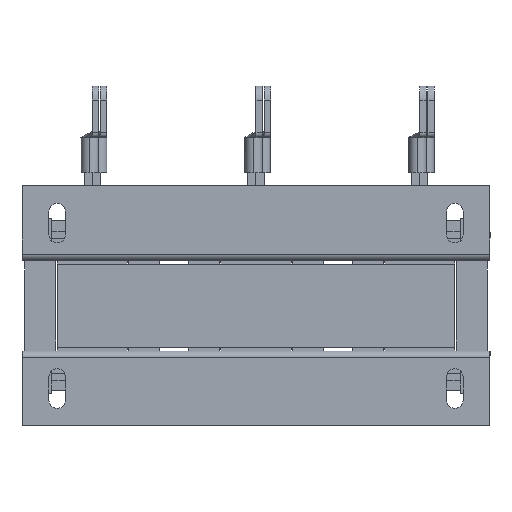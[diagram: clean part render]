
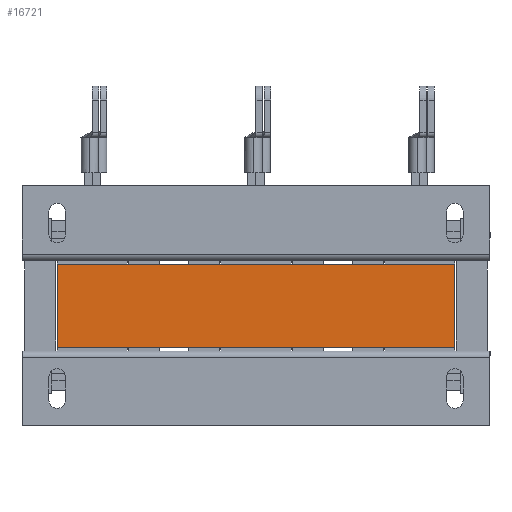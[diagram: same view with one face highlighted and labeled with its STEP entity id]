
A CAD part, front view. The second image highlights one B-rep face of the part: STEP entity #16721.
In plain terms, the highlighted planar face has unit normal (0, -1, 0).
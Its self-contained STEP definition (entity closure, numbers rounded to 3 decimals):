
#177 = ORIENTED_EDGE ( 'NONE', *, *, #5209, .T. ) ;
#683 = VECTOR ( 'NONE', #4995, 1000. ) ;
#1260 = PLANE ( 'NONE',  #5698 ) ;
#4041 = ORIENTED_EDGE ( 'NONE', *, *, #15150, .F. ) ;
#4321 = LINE ( 'NONE', #6037, #6412 ) ;
#4995 = DIRECTION ( 'NONE',  ( 0., 0., -1. ) ) ;
#5209 = EDGE_CURVE ( 'NONE', #7735, #11093, #10899, .T. ) ;
#5671 = CARTESIAN_POINT ( 'NONE',  ( 85., -15., 35.7 ) ) ;
#5698 = AXIS2_PLACEMENT_3D ( 'NONE', #9293, #7319, #17321 ) ;
#5805 = CARTESIAN_POINT ( 'NONE',  ( 85., -15., 0. ) ) ;
#5958 = EDGE_CURVE ( 'NONE', #11093, #8402, #9596, .T. ) ;
#6037 = CARTESIAN_POINT ( 'NONE',  ( -85., -15., 35.7 ) ) ;
#6412 = VECTOR ( 'NONE', #14079, 1000. ) ;
#7319 = DIRECTION ( 'NONE',  ( 0., 1., 0. ) ) ;
#7735 = VERTEX_POINT ( 'NONE', #21947 ) ;
#7784 = EDGE_CURVE ( 'NONE', #7735, #18743, #4321, .T. ) ;
#8329 = ORIENTED_EDGE ( 'NONE', *, *, #5958, .T. ) ;
#8402 = VERTEX_POINT ( 'NONE', #5805 ) ;
#8928 = VECTOR ( 'NONE', #9995, 1000. ) ;
#9293 = CARTESIAN_POINT ( 'NONE',  ( -85., -15., 35.7 ) ) ;
#9596 = LINE ( 'NONE', #9721, #8928 ) ;
#9721 = CARTESIAN_POINT ( 'NONE',  ( -85., -15., 0. ) ) ;
#9995 = DIRECTION ( 'NONE',  ( 1., 0., 0. ) ) ;
#10899 = LINE ( 'NONE', #24959, #22342 ) ;
#11093 = VERTEX_POINT ( 'NONE', #22029 ) ;
#11797 = FACE_OUTER_BOUND ( 'NONE', #13498, .T. ) ;
#13498 = EDGE_LOOP ( 'NONE', ( #8329, #4041, #20764, #177 ) ) ;
#14079 = DIRECTION ( 'NONE',  ( 1., 0., 0. ) ) ;
#15150 = EDGE_CURVE ( 'NONE', #18743, #8402, #22865, .T. ) ;
#16721 = ADVANCED_FACE ( 'NONE', ( #11797 ), #1260, .F. ) ;
#17321 = DIRECTION ( 'NONE',  ( 0., 0., 1. ) ) ;
#18743 = VERTEX_POINT ( 'NONE', #5671 ) ;
#18921 = DIRECTION ( 'NONE',  ( 0., 0., -1. ) ) ;
#20764 = ORIENTED_EDGE ( 'NONE', *, *, #7784, .F. ) ;
#21947 = CARTESIAN_POINT ( 'NONE',  ( -85., -15., 35.7 ) ) ;
#22029 = CARTESIAN_POINT ( 'NONE',  ( -85., -15., 0. ) ) ;
#22342 = VECTOR ( 'NONE', #18921, 1000. ) ;
#22865 = LINE ( 'NONE', #22998, #683 ) ;
#22998 = CARTESIAN_POINT ( 'NONE',  ( 85., -15., 35.7 ) ) ;
#24959 = CARTESIAN_POINT ( 'NONE',  ( -85., -15., 35.7 ) ) ;
